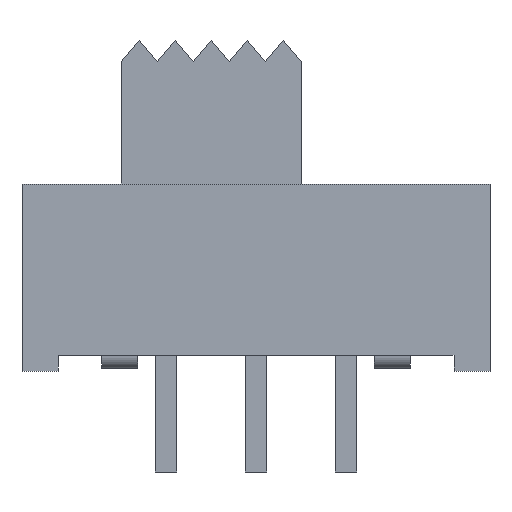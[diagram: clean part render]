
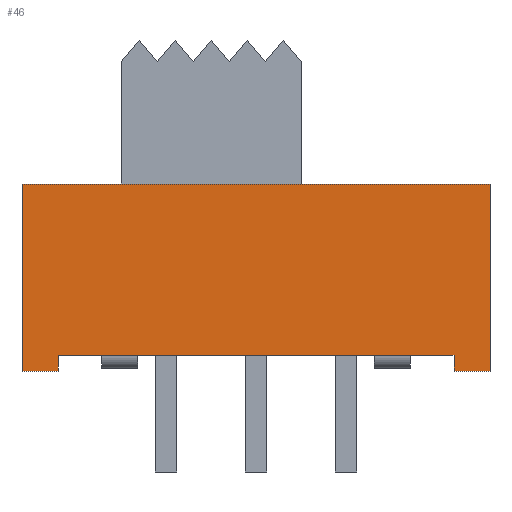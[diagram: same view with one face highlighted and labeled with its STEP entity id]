
A CAD part, front view. The second image highlights one B-rep face of the part: STEP entity #46.
In plain terms, the highlighted planar face has unit normal (0, -1, 0).
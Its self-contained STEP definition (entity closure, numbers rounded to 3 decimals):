
#46=ADVANCED_FACE('',(#120),#121,.F.);
#120=FACE_OUTER_BOUND('',#270,.T.);
#121=PLANE('',#271);
#270=EDGE_LOOP('',(#420,#421,#422,#423,#424,#425,#426,#427,#428,#429,#430,#431));
#271=AXIS2_PLACEMENT_3D('',#432,#433,#434);
#420=ORIENTED_EDGE('',*,*,#1021,.T.);
#421=ORIENTED_EDGE('',*,*,#1022,.F.);
#422=ORIENTED_EDGE('',*,*,#1023,.F.);
#423=ORIENTED_EDGE('',*,*,#1024,.F.);
#424=ORIENTED_EDGE('',*,*,#1025,.F.);
#425=ORIENTED_EDGE('',*,*,#1026,.F.);
#426=ORIENTED_EDGE('',*,*,#1027,.F.);
#427=ORIENTED_EDGE('',*,*,#1028,.T.);
#428=ORIENTED_EDGE('',*,*,#1029,.T.);
#429=ORIENTED_EDGE('',*,*,#1030,.F.);
#430=ORIENTED_EDGE('',*,*,#1031,.T.);
#431=ORIENTED_EDGE('',*,*,#1032,.F.);
#432=CARTESIAN_POINT('',(0.0,-3.05,0.0));
#433=DIRECTION('',(0.0,1.0,0.0));
#434=DIRECTION('',(1.0,0.0,-0.0));
#1021=EDGE_CURVE('',#1212,#1213,#1214,.T.);
#1022=EDGE_CURVE('',#1215,#1213,#1216,.T.);
#1023=EDGE_CURVE('',#1217,#1215,#1218,.T.);
#1024=EDGE_CURVE('',#1219,#1217,#1220,.T.);
#1025=EDGE_CURVE('',#1221,#1219,#1222,.T.);
#1026=EDGE_CURVE('',#1223,#1221,#1224,.T.);
#1027=EDGE_CURVE('',#1225,#1223,#1226,.T.);
#1028=EDGE_CURVE('',#1225,#1227,#1228,.T.);
#1029=EDGE_CURVE('',#1227,#1229,#1230,.T.);
#1030=EDGE_CURVE('',#1231,#1229,#1232,.T.);
#1031=EDGE_CURVE('',#1231,#1233,#1234,.T.);
#1032=EDGE_CURVE('',#1212,#1233,#1235,.T.);
#1212=VERTEX_POINT('',#1527);
#1213=VERTEX_POINT('',#1528);
#1214=LINE('',#1529,#1530);
#1215=VERTEX_POINT('',#1531);
#1216=LINE('',#1532,#1533);
#1217=VERTEX_POINT('',#1534);
#1218=LINE('',#1535,#1536);
#1219=VERTEX_POINT('',#1537);
#1220=LINE('',#1538,#1539);
#1221=VERTEX_POINT('',#1540);
#1222=LINE('',#1541,#1542);
#1223=VERTEX_POINT('',#1543);
#1224=LINE('',#1544,#1545);
#1225=VERTEX_POINT('',#1546);
#1226=LINE('',#1547,#1548);
#1227=VERTEX_POINT('',#1549);
#1228=LINE('',#1550,#1551);
#1229=VERTEX_POINT('',#1552);
#1230=LINE('',#1553,#1554);
#1231=VERTEX_POINT('',#1555);
#1232=LINE('',#1556,#1557);
#1233=VERTEX_POINT('',#1558);
#1234=LINE('',#1559,#1560);
#1235=LINE('',#1561,#1562);
#1527=CARTESIAN_POINT('',(4.28,-3.05,-8.76));
#1528=CARTESIAN_POINT('',(5.5,-3.05,-8.76));
#1529=CARTESIAN_POINT('',(4.28,-3.05,-8.76));
#1530=VECTOR('',#2017,1.22);
#1531=CARTESIAN_POINT('',(5.5,-3.05,-9.2));
#1532=CARTESIAN_POINT('',(5.5,-3.05,-9.2));
#1533=VECTOR('',#2018,0.44);
#1534=CARTESIAN_POINT('',(6.5,-3.05,-9.2));
#1535=CARTESIAN_POINT('',(6.5,-3.05,-9.2));
#1536=VECTOR('',#2019,1.0);
#1537=CARTESIAN_POINT('',(6.5,-3.05,-4.0));
#1538=CARTESIAN_POINT('',(6.5,-3.05,-4.0));
#1539=VECTOR('',#2020,5.2);
#1540=CARTESIAN_POINT('',(-6.5,-3.05,-4.0));
#1541=CARTESIAN_POINT('',(-6.5,-3.05,-4.0));
#1542=VECTOR('',#2021,13.0);
#1543=CARTESIAN_POINT('',(-6.5,-3.05,-9.2));
#1544=CARTESIAN_POINT('',(-6.5,-3.05,-9.2));
#1545=VECTOR('',#2022,5.2);
#1546=CARTESIAN_POINT('',(-5.5,-3.05,-9.2));
#1547=CARTESIAN_POINT('',(-5.5,-3.05,-9.2));
#1548=VECTOR('',#2023,1.0);
#1549=CARTESIAN_POINT('',(-5.5,-3.05,-8.76));
#1550=CARTESIAN_POINT('',(-5.5,-3.05,-9.2));
#1551=VECTOR('',#2024,0.44);
#1552=CARTESIAN_POINT('',(-4.28,-3.05,-8.76));
#1553=CARTESIAN_POINT('',(-5.5,-3.05,-8.76));
#1554=VECTOR('',#2025,1.22);
#1555=CARTESIAN_POINT('',(-3.28,-3.05,-8.76));
#1556=CARTESIAN_POINT('',(-3.28,-3.05,-8.76));
#1557=VECTOR('',#2026,1.0);
#1558=CARTESIAN_POINT('',(3.28,-3.05,-8.76));
#1559=CARTESIAN_POINT('',(-3.28,-3.05,-8.76));
#1560=VECTOR('',#2027,6.56);
#1561=CARTESIAN_POINT('',(4.28,-3.05,-8.76));
#1562=VECTOR('',#2028,1.0);
#2017=DIRECTION('',(1.0,0.0,0.0));
#2018=DIRECTION('',(0.0,0.0,1.0));
#2019=DIRECTION('',(-1.0,0.0,0.0));
#2020=DIRECTION('',(0.0,0.0,-1.0));
#2021=DIRECTION('',(1.0,0.0,0.0));
#2022=DIRECTION('',(0.0,0.0,1.0));
#2023=DIRECTION('',(-1.0,0.0,0.0));
#2024=DIRECTION('',(0.0,0.0,1.0));
#2025=DIRECTION('',(1.0,0.0,0.0));
#2026=DIRECTION('',(-1.0,0.0,0.0));
#2027=DIRECTION('',(1.0,0.0,0.0));
#2028=DIRECTION('',(-1.0,0.0,0.0));
